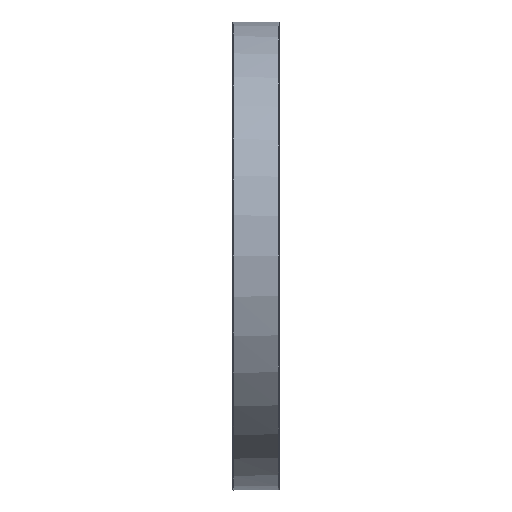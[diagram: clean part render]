
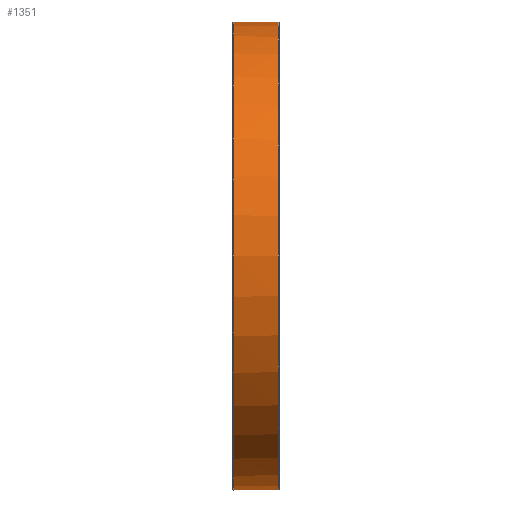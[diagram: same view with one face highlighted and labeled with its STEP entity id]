
A CAD part, front view. The second image highlights one B-rep face of the part: STEP entity #1351.
In plain terms, the highlighted cylindrical face has radius 126.5 mm (diameter 253 mm), a full revolution.
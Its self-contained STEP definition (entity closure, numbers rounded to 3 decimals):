
#773=CARTESIAN_POINT('',(24.5,-1.658,-126.489));
#774=VERTEX_POINT('',#773);
#790=CARTESIAN_POINT('',(24.5,1.658,-126.489));
#791=VERTEX_POINT('',#790);
#792=CARTESIAN_POINT('',(24.5,1.658,-126.489));
#793=CARTESIAN_POINT('',(24.327,1.397,-126.493));
#794=CARTESIAN_POINT('',(24.192,1.103,-126.496));
#795=CARTESIAN_POINT('',(24.108,0.799,-126.497));
#796=CARTESIAN_POINT('',(24.051,0.592,-126.499));
#797=CARTESIAN_POINT('',(24.017,0.38,-126.5));
#798=CARTESIAN_POINT('',(24.005,0.173,-126.5));
#799=CARTESIAN_POINT('',(23.995,-0.003,-126.5));
#800=CARTESIAN_POINT('',(24.,-0.175,-126.5));
#801=CARTESIAN_POINT('',(24.021,-0.353,-126.5));
#802=CARTESIAN_POINT('',(24.068,-0.747,-126.498));
#803=CARTESIAN_POINT('',(24.199,-1.148,-126.495));
#804=CARTESIAN_POINT('',(24.401,-1.499,-126.491));
#805=CARTESIAN_POINT('',(24.433,-1.553,-126.49));
#806=CARTESIAN_POINT('',(24.466,-1.606,-126.49));
#807=CARTESIAN_POINT('',(24.5,-1.658,-126.489));
#808=B_SPLINE_CURVE_WITH_KNOTS('',3,(#792,#793,#794,#795,#796,#797,#798,#799,#800,#801,#802,#803,#804,#805,#806,#807),.UNSPECIFIED.,.F.,.U.,(4,3,3,3,3,4),(0.284,0.374,0.435,0.487,0.602,0.62),.UNSPECIFIED.);
#809=EDGE_CURVE('',#791,#774,#808,.T.);
#1090=CARTESIAN_POINT('',(24.5,1.658,126.489));
#1091=VERTEX_POINT('',#1090);
#1092=CARTESIAN_POINT('',(24.5,0.0,0.0));
#1093=DIRECTION('',(1.0,0.0,0.0));
#1094=DIRECTION('',(0.0,-1.0,0.0));
#1095=AXIS2_PLACEMENT_3D('',#1092,#1093,#1094);
#1096=CIRCLE('',#1095,126.5);
#1097=EDGE_CURVE('',#791,#1091,#1096,.T.);
#1134=CARTESIAN_POINT('',(24.5,-1.658,126.489));
#1135=VERTEX_POINT('',#1134);
#1136=CARTESIAN_POINT('',(24.5,-1.658,126.489));
#1137=CARTESIAN_POINT('',(24.327,-1.397,126.493));
#1138=CARTESIAN_POINT('',(24.192,-1.103,126.496));
#1139=CARTESIAN_POINT('',(24.108,-0.799,126.497));
#1140=CARTESIAN_POINT('',(24.051,-0.592,126.499));
#1141=CARTESIAN_POINT('',(24.017,-0.38,126.5));
#1142=CARTESIAN_POINT('',(24.005,-0.173,126.5));
#1143=CARTESIAN_POINT('',(23.995,0.003,126.5));
#1144=CARTESIAN_POINT('',(24.,0.175,126.5));
#1145=CARTESIAN_POINT('',(24.021,0.353,126.5));
#1146=CARTESIAN_POINT('',(24.068,0.747,126.498));
#1147=CARTESIAN_POINT('',(24.199,1.148,126.495));
#1148=CARTESIAN_POINT('',(24.401,1.499,126.491));
#1149=CARTESIAN_POINT('',(24.433,1.553,126.49));
#1150=CARTESIAN_POINT('',(24.466,1.606,126.49));
#1151=CARTESIAN_POINT('',(24.5,1.658,126.489));
#1152=B_SPLINE_CURVE_WITH_KNOTS('',3,(#1136,#1137,#1138,#1139,#1140,#1141,#1142,#1143,#1144,#1145,#1146,#1147,#1148,#1149,#1150,#1151),.UNSPECIFIED.,.F.,.U.,(4,3,3,3,3,4),(0.284,0.374,0.435,0.487,0.602,0.62),.UNSPECIFIED.);
#1153=EDGE_CURVE('',#1135,#1091,#1152,.T.);
#1323=CARTESIAN_POINT('',(12.5,0.0,0.0));
#1324=DIRECTION('',(1.0,0.0,0.0));
#1325=DIRECTION('',(0.0,1.0,0.0));
#1326=AXIS2_PLACEMENT_3D('',#1323,#1324,#1325);
#1327=CYLINDRICAL_SURFACE('',#1326,126.5);
#1328=ORIENTED_EDGE('',*,*,#809,.T.);
#1329=CARTESIAN_POINT('',(24.5,0.0,0.0));
#1330=DIRECTION('',(1.0,0.0,0.0));
#1331=DIRECTION('',(0.0,-1.0,0.0));
#1332=AXIS2_PLACEMENT_3D('',#1329,#1330,#1331);
#1333=CIRCLE('',#1332,126.5);
#1334=EDGE_CURVE('',#1135,#774,#1333,.T.);
#1335=ORIENTED_EDGE('',*,*,#1334,.F.);
#1336=ORIENTED_EDGE('',*,*,#1153,.T.);
#1337=ORIENTED_EDGE('',*,*,#1097,.F.);
#1338=EDGE_LOOP('',(#1328,#1335,#1336,#1337));
#1339=FACE_OUTER_BOUND('',#1338,.T.);
#1340=CARTESIAN_POINT('',(0.5,126.5,0.));
#1341=VERTEX_POINT('',#1340);
#1342=CARTESIAN_POINT('',(0.5,0.0,0.0));
#1343=DIRECTION('',(-1.0,0.0,0.0));
#1344=DIRECTION('',(0.0,-1.0,0.0));
#1345=AXIS2_PLACEMENT_3D('',#1342,#1343,#1344);
#1346=CIRCLE('',#1345,126.5);
#1347=EDGE_CURVE('',#1341,#1341,#1346,.T.);
#1348=ORIENTED_EDGE('',*,*,#1347,.F.);
#1349=EDGE_LOOP('',(#1348));
#1350=FACE_BOUND('',#1349,.T.);
#1351=ADVANCED_FACE('',(#1339,#1350),#1327,.T.);
